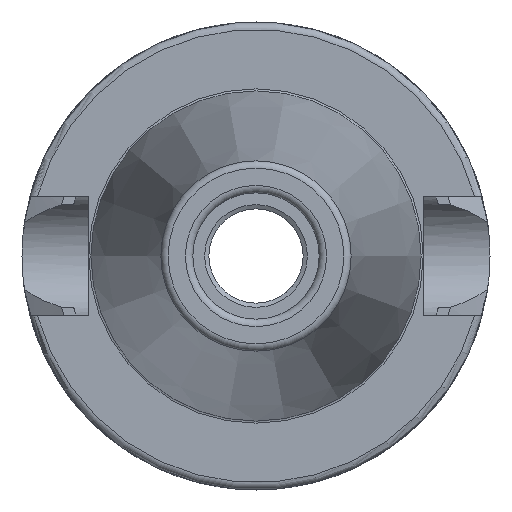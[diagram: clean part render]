
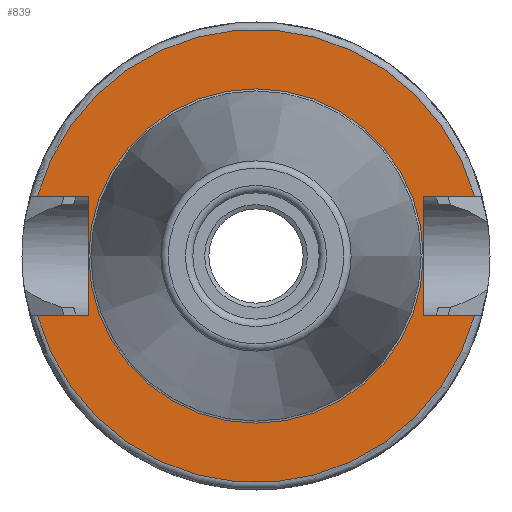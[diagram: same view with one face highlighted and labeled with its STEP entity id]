
A CAD part, left-side view. The second image highlights one B-rep face of the part: STEP entity #839.
In plain terms, the highlighted planar face has unit normal (-1, 0, 0).
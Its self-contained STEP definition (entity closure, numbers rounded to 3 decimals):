
#59=FACE_BOUND('',#166,.T.);
#74=PLANE('',#947);
#109=FACE_OUTER_BOUND('',#165,.T.);
#165=EDGE_LOOP('',(#703,#704,#705,#706,#707,#708,#709,#710));
#166=EDGE_LOOP('',(#711));
#198=LINE('',#1391,#242);
#206=LINE('',#1451,#250);
#209=LINE('',#1471,#253);
#218=LINE('',#1552,#262);
#223=LINE('',#1592,#267);
#225=LINE('',#1595,#269);
#242=VECTOR('',#1078,10.);
#250=VECTOR('',#1092,10.);
#253=VECTOR('',#1097,10.);
#262=VECTOR('',#1146,10.);
#267=VECTOR('',#1157,10.);
#269=VECTOR('',#1161,10.);
#309=CIRCLE('',#941,30.5);
#311=CIRCLE('',#948,30.5);
#312=CIRCLE('',#949,22.5);
#362=VERTEX_POINT('',#1379);
#363=VERTEX_POINT('',#1390);
#375=VERTEX_POINT('',#1448);
#376=VERTEX_POINT('',#1450);
#391=VERTEX_POINT('',#1531);
#395=VERTEX_POINT('',#1549);
#396=VERTEX_POINT('',#1551);
#403=VERTEX_POINT('',#1591);
#404=VERTEX_POINT('',#1598);
#454=EDGE_CURVE('',#363,#362,#198,.T.);
#469=EDGE_CURVE('',#376,#375,#206,.T.);
#474=EDGE_CURVE('',#375,#363,#209,.T.);
#494=EDGE_CURVE('',#376,#391,#309,.T.);
#499=EDGE_CURVE('',#396,#395,#218,.T.);
#509=EDGE_CURVE('',#403,#391,#223,.T.);
#511=EDGE_CURVE('',#395,#403,#225,.T.);
#512=EDGE_CURVE('',#396,#362,#311,.T.);
#513=EDGE_CURVE('',#404,#404,#312,.T.);
#703=ORIENTED_EDGE('',*,*,#454,.T.);
#704=ORIENTED_EDGE('',*,*,#512,.F.);
#705=ORIENTED_EDGE('',*,*,#499,.T.);
#706=ORIENTED_EDGE('',*,*,#511,.T.);
#707=ORIENTED_EDGE('',*,*,#509,.T.);
#708=ORIENTED_EDGE('',*,*,#494,.F.);
#709=ORIENTED_EDGE('',*,*,#469,.T.);
#710=ORIENTED_EDGE('',*,*,#474,.T.);
#711=ORIENTED_EDGE('',*,*,#513,.T.);
#839=ADVANCED_FACE('',(#109,#59),#74,.T.);
#941=AXIS2_PLACEMENT_3D('',#1532,#1139,#1140);
#947=AXIS2_PLACEMENT_3D('',#1596,#1162,#1163);
#948=AXIS2_PLACEMENT_3D('',#1597,#1164,#1165);
#949=AXIS2_PLACEMENT_3D('',#1599,#1166,#1167);
#1078=DIRECTION('',(0.,-1.,0.));
#1092=DIRECTION('',(0.,1.,0.));
#1097=DIRECTION('',(0.,0.,1.));
#1139=DIRECTION('center_axis',(1.,0.,0.));
#1140=DIRECTION('ref_axis',(0.,0.,-1.));
#1146=DIRECTION('',(0.,-1.,0.));
#1157=DIRECTION('',(0.,1.,0.));
#1161=DIRECTION('',(0.,0.,-1.));
#1162=DIRECTION('center_axis',(-1.,0.,0.));
#1163=DIRECTION('ref_axis',(0.,0.,1.));
#1164=DIRECTION('center_axis',(1.,0.,0.));
#1165=DIRECTION('ref_axis',(0.,0.,-1.));
#1166=DIRECTION('center_axis',(1.,0.,0.));
#1167=DIRECTION('ref_axis',(0.,0.,-1.));
#1379=CARTESIAN_POINT('',(2.,-29.418,8.05));
#1390=CARTESIAN_POINT('',(2.,-22.6,8.05));
#1391=CARTESIAN_POINT('',(2.,3.95,8.05));
#1448=CARTESIAN_POINT('',(2.,-22.6,-8.05));
#1450=CARTESIAN_POINT('',(2.,-29.418,-8.05));
#1451=CARTESIAN_POINT('',(2.,3.95,-8.05));
#1471=CARTESIAN_POINT('',(2.,-22.6,0.));
#1531=CARTESIAN_POINT('',(2.,29.418,-8.05));
#1532=CARTESIAN_POINT('Origin',(2.,0.,0.));
#1549=CARTESIAN_POINT('',(2.,22.6,8.05));
#1551=CARTESIAN_POINT('',(2.,29.418,8.05));
#1552=CARTESIAN_POINT('',(2.,26.55,8.05));
#1591=CARTESIAN_POINT('',(2.,22.6,-8.05));
#1592=CARTESIAN_POINT('',(2.,26.55,-8.05));
#1595=CARTESIAN_POINT('',(2.,22.6,0.));
#1596=CARTESIAN_POINT('Origin',(2.,30.5,0.));
#1597=CARTESIAN_POINT('Origin',(2.,0.,0.));
#1598=CARTESIAN_POINT('',(2.,0.,22.5));
#1599=CARTESIAN_POINT('Origin',(2.,0.,0.));
